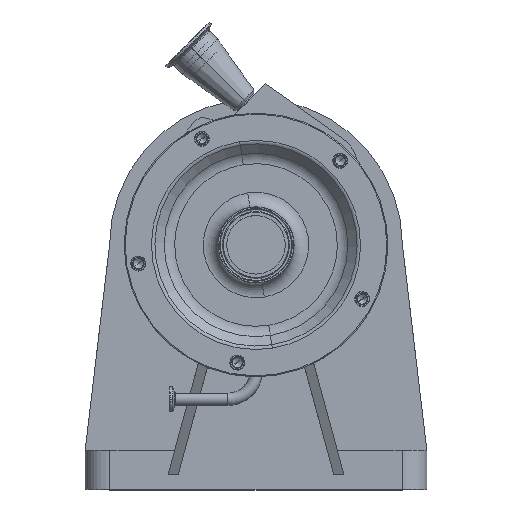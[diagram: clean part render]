
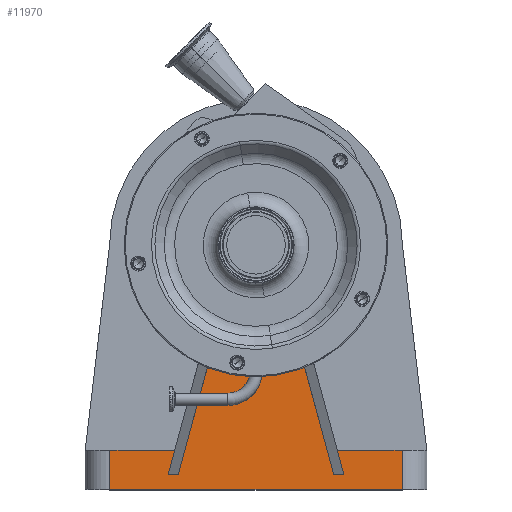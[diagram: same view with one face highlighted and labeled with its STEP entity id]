
A CAD part, top view. The second image highlights one B-rep face of the part: STEP entity #11970.
In plain terms, the highlighted planar face has unit normal (0, 0, 1).
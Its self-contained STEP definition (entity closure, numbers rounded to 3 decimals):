
#272 = CARTESIAN_POINT ( 'NONE',  ( 149.6, 0., -80. ) ) ;
#434 = EDGE_CURVE ( 'NONE', #977, #2424, #10337, .T. ) ;
#683 = CARTESIAN_POINT ( 'NONE',  ( -90., 15., -80. ) ) ;
#716 = VERTEX_POINT ( 'NONE', #1851 ) ;
#806 = DIRECTION ( 'NONE',  ( -1., 0., 0. ) ) ;
#977 = VERTEX_POINT ( 'NONE', #6128 ) ;
#1260 = CARTESIAN_POINT ( 'NONE',  ( 0., 15., -80. ) ) ;
#1384 = ORIENTED_EDGE ( 'NONE', *, *, #3133, .T. ) ;
#1746 = LINE ( 'NONE', #11258, #7537 ) ;
#1749 = AXIS2_PLACEMENT_3D ( 'NONE', #8404, #3453, #806 ) ;
#1851 = CARTESIAN_POINT ( 'NONE',  ( -83.204, 40., -80. ) ) ;
#1968 = ORIENTED_EDGE ( 'NONE', *, *, #9276, .F. ) ;
#1984 = VERTEX_POINT ( 'NONE', #4383 ) ;
#2097 = VECTOR ( 'NONE', #4273, 1000. ) ;
#2213 = EDGE_CURVE ( 'NONE', #4016, #10539, #11363, .T. ) ;
#2233 = CARTESIAN_POINT ( 'NONE',  ( 149.6, 0., -80. ) ) ;
#2240 = CARTESIAN_POINT ( 'NONE',  ( 149.6, 40., -80. ) ) ;
#2300 = CARTESIAN_POINT ( 'NONE',  ( 80.35, 12.377, -80. ) ) ;
#2424 = VERTEX_POINT ( 'NONE', #5930 ) ;
#2466 = CARTESIAN_POINT ( 'NONE',  ( 149.6, 40., -80. ) ) ;
#2580 = CARTESIAN_POINT ( 'NONE',  ( -149.6, 40., -80. ) ) ;
#2849 = CARTESIAN_POINT ( 'NONE',  ( 149.6, 40., -80. ) ) ;
#3052 = AXIS2_PLACEMENT_3D ( 'NONE', #6192, #4144, #8854 ) ;
#3133 = EDGE_CURVE ( 'NONE', #5787, #4016, #9966, .T. ) ;
#3453 = DIRECTION ( 'NONE',  ( 0., 0., -1. ) ) ;
#3600 = CARTESIAN_POINT ( 'NONE',  ( -149.6, 0., -80. ) ) ;
#3772 = LINE ( 'NONE', #9228, #10679 ) ;
#4011 = DIRECTION ( 'NONE',  ( 1., 0., 0. ) ) ;
#4016 = VERTEX_POINT ( 'NONE', #11622 ) ;
#4053 = ORIENTED_EDGE ( 'NONE', *, *, #10892, .T. ) ;
#4144 = DIRECTION ( 'NONE',  ( 0., 0., -1. ) ) ;
#4156 = DIRECTION ( 'NONE',  ( 1., 0., 0. ) ) ;
#4178 = VERTEX_POINT ( 'NONE', #683 ) ;
#4212 = ORIENTED_EDGE ( 'NONE', *, *, #10450, .T. ) ;
#4273 = DIRECTION ( 'NONE',  ( -0.262, 0.965, 0. ) ) ;
#4380 = VECTOR ( 'NONE', #6702, 1000. ) ;
#4383 = CARTESIAN_POINT ( 'NONE',  ( -149.6, 40., -80. ) ) ;
#4471 = VERTEX_POINT ( 'NONE', #3600 ) ;
#4528 = DIRECTION ( 'NONE',  ( 1., 0., 0. ) ) ;
#4581 = FACE_OUTER_BOUND ( 'NONE', #10153, .T. ) ;
#4637 = DIRECTION ( 'NONE',  ( -0.262, -0.965, 0. ) ) ;
#4880 = CARTESIAN_POINT ( 'NONE',  ( -40.6, 158.613, -80. ) ) ;
#5550 = EDGE_CURVE ( 'NONE', #4178, #10539, #3772, .T. ) ;
#5787 = VERTEX_POINT ( 'NONE', #11296 ) ;
#5930 = CARTESIAN_POINT ( 'NONE',  ( 90., 15., -80. ) ) ;
#6070 = LINE ( 'NONE', #2300, #2097 ) ;
#6128 = CARTESIAN_POINT ( 'NONE',  ( 83.204, 40., -80. ) ) ;
#6192 = CARTESIAN_POINT ( 'NONE',  ( 0., 250., -80. ) ) ;
#6261 = LINE ( 'NONE', #1260, #6505 ) ;
#6327 = ORIENTED_EDGE ( 'NONE', *, *, #7666, .F. ) ;
#6505 = VECTOR ( 'NONE', #4156, 1000. ) ;
#6519 = CARTESIAN_POINT ( 'NONE',  ( 87.773, 23.194, -80. ) ) ;
#6702 = DIRECTION ( 'NONE',  ( 0.262, -0.965, 0. ) ) ;
#6940 = LINE ( 'NONE', #2240, #10192 ) ;
#7101 = LINE ( 'NONE', #2580, #11650 ) ;
#7243 = ORIENTED_EDGE ( 'NONE', *, *, #5550, .F. ) ;
#7248 = CARTESIAN_POINT ( 'NONE',  ( -67.186, 98.928, -80. ) ) ;
#7305 = VERTEX_POINT ( 'NONE', #2466 ) ;
#7357 = DIRECTION ( 'NONE',  ( 0., -1., 0. ) ) ;
#7537 = VECTOR ( 'NONE', #8310, 1000. ) ;
#7666 = EDGE_CURVE ( 'NONE', #9077, #2424, #6261, .T. ) ;
#7775 = VERTEX_POINT ( 'NONE', #2233 ) ;
#7895 = ORIENTED_EDGE ( 'NONE', *, *, #10535, .F. ) ;
#7929 = DIRECTION ( 'NONE',  ( 1., 0., 0. ) ) ;
#7976 = ORIENTED_EDGE ( 'NONE', *, *, #434, .T. ) ;
#8229 = VECTOR ( 'NONE', #10205, 1000. ) ;
#8310 = DIRECTION ( 'NONE',  ( 1., 0., 0. ) ) ;
#8311 = ORIENTED_EDGE ( 'NONE', *, *, #10382, .F. ) ;
#8404 = CARTESIAN_POINT ( 'NONE',  ( 149.6, 40., -80. ) ) ;
#8735 = LINE ( 'NONE', #272, #10774 ) ;
#8764 = VECTOR ( 'NONE', #4637, 1000. ) ;
#8854 = DIRECTION ( 'NONE',  ( -1., 0., 0. ) ) ;
#9077 = VERTEX_POINT ( 'NONE', #10030 ) ;
#9228 = CARTESIAN_POINT ( 'NONE',  ( -90., 15., -80. ) ) ;
#9276 = EDGE_CURVE ( 'NONE', #1984, #716, #1746, .T. ) ;
#9373 = ORIENTED_EDGE ( 'NONE', *, *, #10985, .T. ) ;
#9966 = CIRCLE ( 'NONE', #3052, 100. ) ;
#10030 = CARTESIAN_POINT ( 'NONE',  ( 79.637, 15., -80. ) ) ;
#10153 = EDGE_LOOP ( 'NONE', ( #12008, #7243, #9373, #1968, #4053, #10210, #8311, #7895, #7976, #6327, #4212, #1384 ) ) ;
#10192 = VECTOR ( 'NONE', #7929, 1000. ) ;
#10201 = LINE ( 'NONE', #7248, #11241 ) ;
#10205 = DIRECTION ( 'NONE',  ( 0., -1., 0. ) ) ;
#10210 = ORIENTED_EDGE ( 'NONE', *, *, #10528, .T. ) ;
#10337 = LINE ( 'NONE', #6519, #4380 ) ;
#10382 = EDGE_CURVE ( 'NONE', #7305, #7775, #11311, .T. ) ;
#10450 = EDGE_CURVE ( 'NONE', #9077, #5787, #6070, .T. ) ;
#10528 = EDGE_CURVE ( 'NONE', #4471, #7775, #8735, .T. ) ;
#10535 = EDGE_CURVE ( 'NONE', #977, #7305, #6940, .T. ) ;
#10539 = VERTEX_POINT ( 'NONE', #11688 ) ;
#10679 = VECTOR ( 'NONE', #4528, 1000. ) ;
#10774 = VECTOR ( 'NONE', #4011, 1000. ) ;
#10892 = EDGE_CURVE ( 'NONE', #1984, #4471, #7101, .T. ) ;
#10985 = EDGE_CURVE ( 'NONE', #4178, #716, #10201, .T. ) ;
#11120 = DIRECTION ( 'NONE',  ( 0.262, 0.965, 0. ) ) ;
#11241 = VECTOR ( 'NONE', #11120, 1000. ) ;
#11258 = CARTESIAN_POINT ( 'NONE',  ( 149.6, 40., -80. ) ) ;
#11296 = CARTESIAN_POINT ( 'NONE',  ( 40.6, 158.613, -80. ) ) ;
#11311 = LINE ( 'NONE', #2849, #8229 ) ;
#11363 = LINE ( 'NONE', #4880, #8764 ) ;
#11622 = CARTESIAN_POINT ( 'NONE',  ( -40.6, 158.613, -80. ) ) ;
#11650 = VECTOR ( 'NONE', #7357, 1000. ) ;
#11688 = CARTESIAN_POINT ( 'NONE',  ( -79.637, 15., -80. ) ) ;
#11970 = ADVANCED_FACE ( 'NONE', ( #4581 ), #12052, .F. ) ;
#12008 = ORIENTED_EDGE ( 'NONE', *, *, #2213, .T. ) ;
#12052 = PLANE ( 'NONE',  #1749 ) ;
